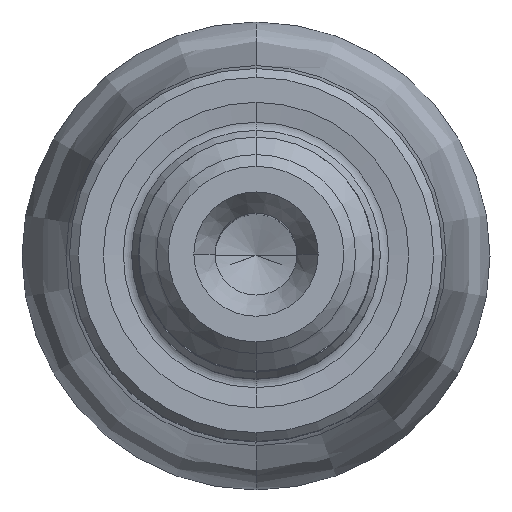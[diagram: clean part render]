
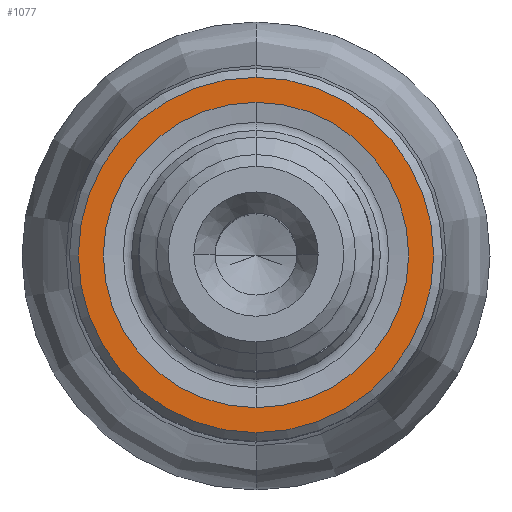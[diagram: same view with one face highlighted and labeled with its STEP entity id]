
A CAD part, top view. The second image highlights one B-rep face of the part: STEP entity #1077.
In plain terms, the highlighted face is planar.
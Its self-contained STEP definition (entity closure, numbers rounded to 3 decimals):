
#126=CARTESIAN_POINT('',(0.,0.,0.));
#127=DIRECTION('',(0.,0.,1.));
#128=DIRECTION('',(0.,1.,0.));
#129=AXIS2_PLACEMENT_3D('',#126,#127,#128);
#134=CARTESIAN_POINT('',(0.,0.,0.));
#135=DIRECTION('',(0.,0.,-1.));
#136=DIRECTION('',(0.,1.,0.));
#137=AXIS2_PLACEMENT_3D('',#134,#135,#136);
#142=CARTESIAN_POINT('',(0.,0.,0.));
#143=DIRECTION('',(0.,0.,-1.));
#144=DIRECTION('',(0.,1.,0.));
#145=AXIS2_PLACEMENT_3D('',#142,#143,#144);
#150=CARTESIAN_POINT('',(0.,0.,0.));
#151=DIRECTION('',(0.,0.,1.));
#152=DIRECTION('',(0.,1.,0.));
#153=AXIS2_PLACEMENT_3D('',#150,#151,#152);
#860=CARTESIAN_POINT('',(0.,5.22,0.));
#861=VERTEX_POINT('',#860);
#890=CARTESIAN_POINT('',(0.,-5.22,0.));
#891=VERTEX_POINT('',#890);
#936=CARTESIAN_POINT('',(0.,6.075,0.));
#937=VERTEX_POINT('',#936);
#938=CARTESIAN_POINT('',(0.,-6.075,0.));
#939=VERTEX_POINT('',#938);
#1062=CARTESIAN_POINT('',(0.,0.,0.));
#1063=DIRECTION('',(0.,0.,-1.));
#1064=DIRECTION('',(0.,-1.,0.));
#1065=AXIS2_PLACEMENT_3D('',#1062,#1063,#1064);
#1066=PLANE('',#1065);
#1067=ORIENTED_EDGE('',*,*,#1044,.T.);
#1068=ORIENTED_EDGE('',*,*,#1055,.F.);
#1069=EDGE_LOOP('',(#1067,#1068));
#1070=FACE_OUTER_BOUND('',#1069,.F.);
#1072=ORIENTED_EDGE('',*,*,#1071,.T.);
#1074=ORIENTED_EDGE('',*,*,#1073,.F.);
#1075=EDGE_LOOP('',(#1072,#1074));
#1076=FACE_BOUND('',#1075,.F.);
#1077=ADVANCED_FACE('',(#1070,#1076),#1066,.T.);
#130=CIRCLE('',#129,6.075);
#138=CIRCLE('',#137,6.075);
#146=CIRCLE('',#145,5.22);
#154=CIRCLE('',#153,5.22);
#1044=EDGE_CURVE('',#937,#939,#130,.T.);
#1055=EDGE_CURVE('',#937,#939,#138,.T.);
#1071=EDGE_CURVE('',#861,#891,#146,.T.);
#1073=EDGE_CURVE('',#861,#891,#154,.T.);
